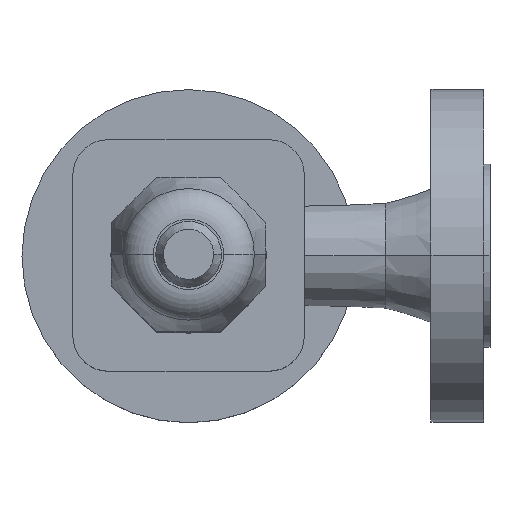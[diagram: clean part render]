
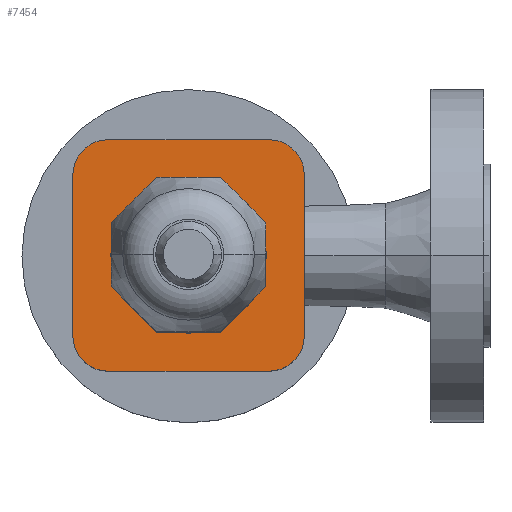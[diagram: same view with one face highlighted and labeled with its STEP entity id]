
A CAD part, top view. The second image highlights one B-rep face of the part: STEP entity #7454.
In plain terms, the highlighted planar face has unit normal (0, 0, 1).
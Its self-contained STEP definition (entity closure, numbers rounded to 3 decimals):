
#7258=CARTESIAN_POINT('',(25.456,36.456,148.23));
#7259=VERTEX_POINT('',#7258);
#7266=CARTESIAN_POINT('',(36.456,25.456,148.23));
#7267=VERTEX_POINT('',#7266);
#7268=CARTESIAN_POINT('',(25.456,25.456,148.23));
#7269=DIRECTION('',(-0.,-0.,1.));
#7270=DIRECTION('',(1.,0.,0.));
#7271=AXIS2_PLACEMENT_3D('',#7268,#7269,#7270);
#7272=CIRCLE('',#7271,11.);
#7273=EDGE_CURVE('',#7267,#7259,#7272,.T.);
#7291=CARTESIAN_POINT('',(36.456,-25.456,148.23));
#7292=VERTEX_POINT('',#7291);
#7293=CARTESIAN_POINT('',(36.456,-25.456,148.23));
#7294=DIRECTION('',(-0.,1.,0.));
#7295=VECTOR('',#7294,50.912);
#7296=LINE('',#7293,#7295);
#7297=EDGE_CURVE('',#7292,#7267,#7296,.T.);
#7315=CARTESIAN_POINT('',(25.456,-36.456,148.23));
#7316=VERTEX_POINT('',#7315);
#7317=CARTESIAN_POINT('',(25.456,-25.456,148.23));
#7318=DIRECTION('',(-0.,-0.,1.));
#7319=DIRECTION('',(0.,-1.,-0.));
#7320=AXIS2_PLACEMENT_3D('',#7317,#7318,#7319);
#7321=CIRCLE('',#7320,11.);
#7322=EDGE_CURVE('',#7316,#7292,#7321,.T.);
#7340=CARTESIAN_POINT('',(-25.456,-36.456,148.23));
#7341=VERTEX_POINT('',#7340);
#7342=CARTESIAN_POINT('',(-25.456,-36.456,148.23));
#7343=DIRECTION('',(1.,-0.,-0.));
#7344=VECTOR('',#7343,50.912);
#7345=LINE('',#7342,#7344);
#7346=EDGE_CURVE('',#7341,#7316,#7345,.T.);
#7364=CARTESIAN_POINT('',(-36.456,-25.456,148.23));
#7365=VERTEX_POINT('',#7364);
#7366=CARTESIAN_POINT('',(-25.456,-25.456,148.23));
#7367=DIRECTION('',(-0.,-0.,1.));
#7368=DIRECTION('',(-1.,0.,0.));
#7369=AXIS2_PLACEMENT_3D('',#7366,#7367,#7368);
#7370=CIRCLE('',#7369,11.);
#7371=EDGE_CURVE('',#7365,#7341,#7370,.T.);
#7388=CARTESIAN_POINT('',(-25.456,36.456,148.23));
#7389=VERTEX_POINT('',#7388);
#7396=CARTESIAN_POINT('',(25.456,36.456,148.23));
#7397=DIRECTION('',(-1.,-0.,-0.));
#7398=VECTOR('',#7397,50.912);
#7399=LINE('',#7396,#7398);
#7400=EDGE_CURVE('',#7259,#7389,#7399,.T.);
#7406=CARTESIAN_POINT('',(36.25,-0.,148.23));
#7407=DIRECTION('',(0.,-0.,1.));
#7408=DIRECTION('',(1.,0.,-0.));
#7409=AXIS2_PLACEMENT_3D('',#7406,#7407,#7408);
#7410=PLANE('',#7409);
#7411=ORIENTED_EDGE('',*,*,#7371,.T.);
#7412=ORIENTED_EDGE('',*,*,#7346,.T.);
#7413=ORIENTED_EDGE('',*,*,#7322,.T.);
#7414=ORIENTED_EDGE('',*,*,#7297,.T.);
#7415=ORIENTED_EDGE('',*,*,#7273,.T.);
#7416=ORIENTED_EDGE('',*,*,#7400,.T.);
#7417=CARTESIAN_POINT('',(-36.456,25.456,148.23));
#7418=VERTEX_POINT('',#7417);
#7419=CARTESIAN_POINT('',(-25.456,25.456,148.23));
#7420=DIRECTION('',(-0.,-0.,1.));
#7421=DIRECTION('',(0.,1.,0.));
#7422=AXIS2_PLACEMENT_3D('',#7419,#7420,#7421);
#7423=CIRCLE('',#7422,11.);
#7424=EDGE_CURVE('',#7389,#7418,#7423,.T.);
#7425=ORIENTED_EDGE('',*,*,#7424,.T.);
#7426=CARTESIAN_POINT('',(-36.456,25.456,148.23));
#7427=DIRECTION('',(0.,-1.,-0.));
#7428=VECTOR('',#7427,50.912);
#7429=LINE('',#7426,#7428);
#7430=EDGE_CURVE('',#7418,#7365,#7429,.T.);
#7431=ORIENTED_EDGE('',*,*,#7430,.T.);
#7432=EDGE_LOOP('',(#7411,#7412,#7413,#7414,#7415,#7416,#7425,#7431));
#7433=FACE_BOUND('',#7432,.T.);
#7434=CARTESIAN_POINT('',(-24.5,-0.,148.23));
#7435=VERTEX_POINT('',#7434);
#7436=CARTESIAN_POINT('',(24.5,-0.,148.23));
#7437=VERTEX_POINT('',#7436);
#7438=CARTESIAN_POINT('',(0.,-0.,148.23));
#7439=DIRECTION('',(-0.,-0.,1.));
#7440=DIRECTION('',(1.,0.,0.));
#7441=AXIS2_PLACEMENT_3D('',#7438,#7439,#7440);
#7442=CIRCLE('',#7441,24.5);
#7443=EDGE_CURVE('',#7435,#7437,#7442,.T.);
#7444=ORIENTED_EDGE('',*,*,#7443,.F.);
#7445=CARTESIAN_POINT('',(0.,-0.,148.23));
#7446=DIRECTION('',(-0.,-0.,1.));
#7447=DIRECTION('',(1.,0.,0.));
#7448=AXIS2_PLACEMENT_3D('',#7445,#7446,#7447);
#7449=CIRCLE('',#7448,24.5);
#7450=EDGE_CURVE('',#7437,#7435,#7449,.T.);
#7451=ORIENTED_EDGE('',*,*,#7450,.F.);
#7452=EDGE_LOOP('',(#7444,#7451));
#7453=FACE_BOUND('',#7452,.T.);
#7454=ADVANCED_FACE('',(#7433,#7453),#7410,.T.);
